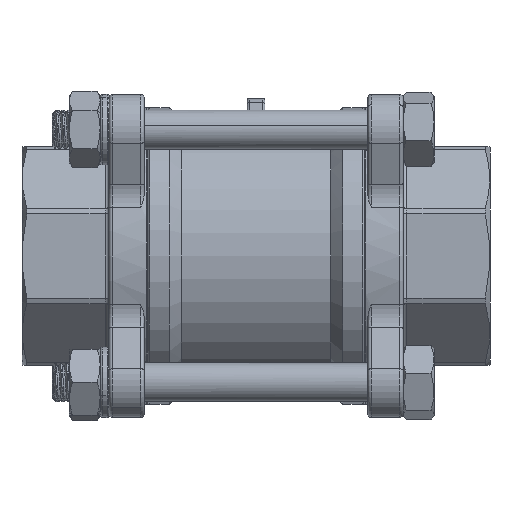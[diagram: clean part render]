
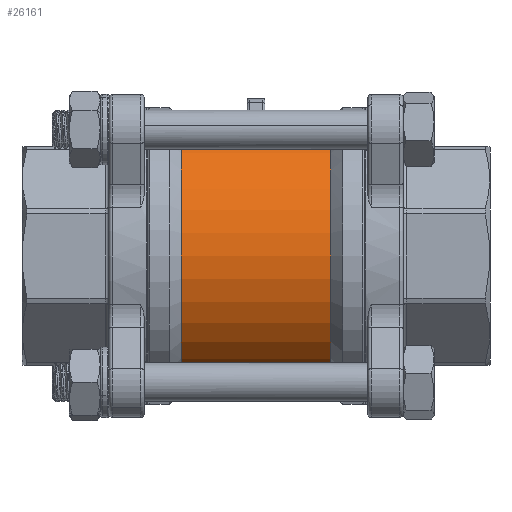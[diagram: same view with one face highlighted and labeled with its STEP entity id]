
A CAD part, front view. The second image highlights one B-rep face of the part: STEP entity #26161.
In plain terms, the highlighted cylindrical face has radius 35 mm (diameter 70 mm), a partial arc.
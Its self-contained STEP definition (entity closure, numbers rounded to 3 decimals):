
#25994 = EDGE_CURVE ( 'NONE', #173920, #174155, #163504, .T. ) ;
#25997 = ORIENTED_EDGE ( 'NONE', *, *, #174154, .T. ) ;
#25999 = ORIENTED_EDGE ( 'NONE', *, *, #26001, .F. ) ;
#26001 = EDGE_CURVE ( 'NONE', #173924, #174150, #163500, .T. ) ;
#26003 = ORIENTED_EDGE ( 'NONE', *, *, #173926, .F. ) ;
#26161 = ADVANCED_FACE ( 'NONE', ( #163737 ), #163736, .T. ) ;
#26164 = EDGE_LOOP ( 'NONE', ( #26168, #25997, #25999, #26003 ) ) ;
#26168 = ORIENTED_EDGE ( 'NONE', *, *, #25994, .T. ) ;
#133637 = DIRECTION ( 'NONE',  ( 0., 0., 1. ) ) ;
#133638 = DIRECTION ( 'NONE',  ( -1., 0., 0. ) ) ;
#133639 = CARTESIAN_POINT ( 'NONE',  ( -19.2, 0., 0. ) ) ;
#133640 = AXIS2_PLACEMENT_3D ( 'NONE', #133639, #133638, #133637 ) ;
#133641 = CIRCLE ( 'NONE', #133640, 35. ) ;
#133646 = CARTESIAN_POINT ( 'NONE',  ( -19.2, -12.929, -32.524 ) ) ;
#133648 = CARTESIAN_POINT ( 'NONE',  ( -19.2, -12.929, 32.524 ) ) ;
#133975 = CARTESIAN_POINT ( 'NONE',  ( 19.2, -12.929, 32.524 ) ) ;
#134007 = CARTESIAN_POINT ( 'NONE',  ( 19.2, -12.929, -32.524 ) ) ;
#134008 = DIRECTION ( 'NONE',  ( 0., 0., 1. ) ) ;
#134009 = DIRECTION ( 'NONE',  ( -1., 0., 0. ) ) ;
#134010 = CARTESIAN_POINT ( 'NONE',  ( 19.2, 0., 0. ) ) ;
#134011 = AXIS2_PLACEMENT_3D ( 'NONE', #134010, #134009, #134008 ) ;
#134012 = CIRCLE ( 'NONE', #134011, 35. ) ;
#163497 = DIRECTION ( 'NONE',  ( 1., 0., 0. ) ) ;
#163498 = VECTOR ( 'NONE', #163497, 1000. ) ;
#163499 = CARTESIAN_POINT ( 'NONE',  ( -27.7, -12.929, 32.524 ) ) ;
#163500 = LINE ( 'NONE', #163499, #163498 ) ;
#163501 = DIRECTION ( 'NONE',  ( 1., 0., 0. ) ) ;
#163502 = VECTOR ( 'NONE', #163501, 1000. ) ;
#163503 = CARTESIAN_POINT ( 'NONE',  ( -27.7, -12.929, -32.524 ) ) ;
#163504 = LINE ( 'NONE', #163503, #163502 ) ;
#163732 = DIRECTION ( 'NONE',  ( 0., 0., 1. ) ) ;
#163733 = DIRECTION ( 'NONE',  ( -1., 0., 0. ) ) ;
#163734 = CARTESIAN_POINT ( 'NONE',  ( -27.7, 0., 0. ) ) ;
#163735 = AXIS2_PLACEMENT_3D ( 'NONE', #163734, #163733, #163732 ) ;
#163736 = CYLINDRICAL_SURFACE ( 'NONE', #163735, 35. ) ;
#163737 = FACE_OUTER_BOUND ( 'NONE', #26164, .T. ) ;
#173920 = VERTEX_POINT ( 'NONE', #133646 ) ;
#173924 = VERTEX_POINT ( 'NONE', #133648 ) ;
#173926 = EDGE_CURVE ( 'NONE', #173920, #173924, #133641, .T. ) ;
#174150 = VERTEX_POINT ( 'NONE', #133975 ) ;
#174154 = EDGE_CURVE ( 'NONE', #174155, #174150, #134012, .T. ) ;
#174155 = VERTEX_POINT ( 'NONE', #134007 ) ;
